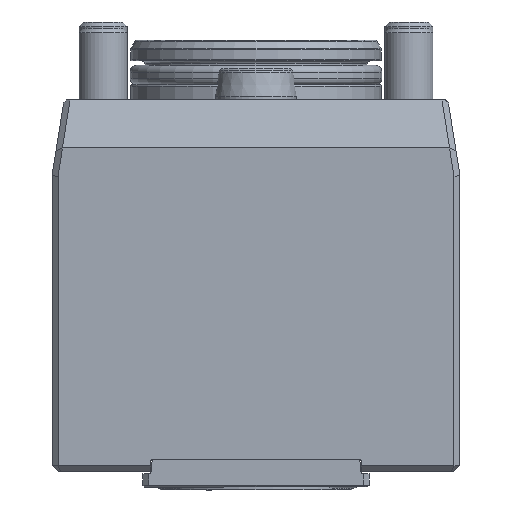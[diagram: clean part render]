
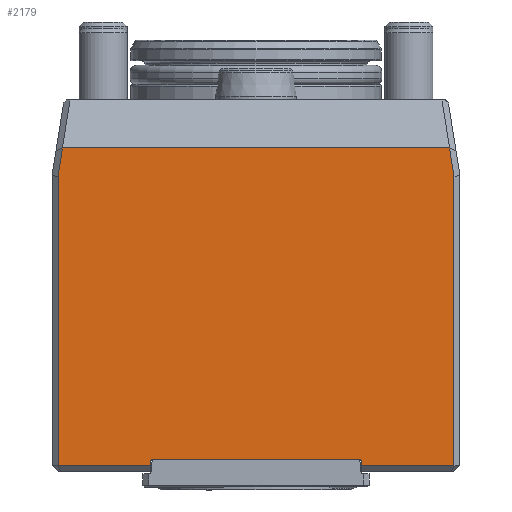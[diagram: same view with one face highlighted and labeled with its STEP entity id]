
A CAD part, left-side view. The second image highlights one B-rep face of the part: STEP entity #2179.
In plain terms, the highlighted planar face has unit normal (-1, 0, 0).
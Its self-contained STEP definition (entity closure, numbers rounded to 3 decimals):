
#124=LINE('',#3417,#320);
#130=LINE('',#3428,#326);
#134=LINE('',#3436,#330);
#135=LINE('',#3438,#331);
#139=LINE('',#3446,#335);
#142=LINE('',#3452,#338);
#144=LINE('',#3456,#340);
#145=LINE('',#3458,#341);
#171=LINE('',#3516,#367);
#182=LINE('',#3542,#378);
#320=VECTOR('',#2594,1000.);
#326=VECTOR('',#2602,1000.);
#330=VECTOR('',#2608,1000.);
#331=VECTOR('',#2611,1000.);
#335=VECTOR('',#2617,1000.);
#338=VECTOR('',#2622,1000.);
#340=VECTOR('',#2626,1000.);
#341=VECTOR('',#2629,1000.);
#367=VECTOR('',#2691,1000.);
#378=VECTOR('',#2720,1000.);
#925=ORIENTED_EDGE('',*,*,#1141,.T.);
#926=ORIENTED_EDGE('',*,*,#1140,.T.);
#927=ORIENTED_EDGE('',*,*,#1138,.F.);
#928=ORIENTED_EDGE('',*,*,#1144,.T.);
#929=ORIENTED_EDGE('',*,*,#1184,.F.);
#930=ORIENTED_EDGE('',*,*,#1147,.T.);
#931=ORIENTED_EDGE('',*,*,#1135,.F.);
#932=ORIENTED_EDGE('',*,*,#1131,.T.);
#933=ORIENTED_EDGE('',*,*,#1171,.T.);
#934=ORIENTED_EDGE('',*,*,#1130,.T.);
#935=ORIENTED_EDGE('',*,*,#1126,.F.);
#936=ORIENTED_EDGE('',*,*,#1120,.T.);
#1120=EDGE_CURVE('',#1383,#1384,#124,.T.);
#1126=EDGE_CURVE('',#1383,#1387,#130,.T.);
#1130=EDGE_CURVE('',#1388,#1387,#134,.T.);
#1131=EDGE_CURVE('',#1390,#1363,#135,.T.);
#1135=EDGE_CURVE('',#1390,#1392,#139,.T.);
#1138=EDGE_CURVE('',#1394,#1395,#142,.T.);
#1140=EDGE_CURVE('',#1352,#1395,#144,.T.);
#1141=EDGE_CURVE('',#1384,#1352,#145,.T.);
#1144=EDGE_CURVE('',#1394,#1397,#1521,.T.);
#1147=EDGE_CURVE('',#1399,#1392,#1523,.T.);
#1171=EDGE_CURVE('',#1363,#1388,#171,.T.);
#1184=EDGE_CURVE('',#1399,#1397,#182,.T.);
#1352=VERTEX_POINT('',#3330);
#1363=VERTEX_POINT('',#3362);
#1383=VERTEX_POINT('',#3418);
#1384=VERTEX_POINT('',#3419);
#1387=VERTEX_POINT('',#3429);
#1388=VERTEX_POINT('',#3433);
#1390=VERTEX_POINT('',#3439);
#1392=VERTEX_POINT('',#3444);
#1394=VERTEX_POINT('',#3451);
#1395=VERTEX_POINT('',#3453);
#1397=VERTEX_POINT('',#3463);
#1399=VERTEX_POINT('',#3468);
#1521=CIRCLE('',#2279,0.15);
#1523=CIRCLE('',#2282,0.15);
#1697=EDGE_LOOP('',(#925,#926,#927,#928,#929,#930,#931,#932,#933,#934,#935,
#936));
#1899=FACE_BOUND('',#1697,.T.);
#2071=PLANE('',#2363);
#2179=ADVANCED_FACE('',(#1899),#2071,.F.);
#2279=AXIS2_PLACEMENT_3D('',#3464,#2635,#2636);
#2282=AXIS2_PLACEMENT_3D('',#3470,#2642,#2643);
#2363=AXIS2_PLACEMENT_3D('',#3727,#2901,#2902);
#2594=DIRECTION('',(0.,0.156,-0.988));
#2602=DIRECTION('',(0.,-1.,0.));
#2608=DIRECTION('',(0.,0.156,0.988));
#2611=DIRECTION('',(0.,-1.,0.));
#2617=DIRECTION('',(0.,0.,1.));
#2622=DIRECTION('',(0.,0.,-1.));
#2626=DIRECTION('',(0.,-1.,0.));
#2629=DIRECTION('',(0.,0.,-1.));
#2635=DIRECTION('',(1.,0.,0.));
#2636=DIRECTION('',(0.,0.,1.));
#2642=DIRECTION('',(1.,0.,0.));
#2643=DIRECTION('',(0.,0.,1.));
#2691=DIRECTION('',(0.,0.,1.));
#2720=DIRECTION('',(0.,1.,0.));
#2901=DIRECTION('',(1.,0.,0.));
#2902=DIRECTION('',(0.,0.,1.));
#3330=CARTESIAN_POINT('',(-73.,33.,-61.));
#3362=CARTESIAN_POINT('',(-73.,-33.,-61.));
#3417=CARTESIAN_POINT('',(-73.,33.012,-12.784));
#3418=CARTESIAN_POINT('',(-73.,32.255,-8.));
#3419=CARTESIAN_POINT('',(-73.,33.,-12.706));
#3428=CARTESIAN_POINT('',(-73.,153.613,-8.));
#3429=CARTESIAN_POINT('',(-73.,-32.255,-8.));
#3433=CARTESIAN_POINT('',(-73.,-33.,-12.706));
#3436=CARTESIAN_POINT('',(-73.,-32.279,-8.156));
#3438=CARTESIAN_POINT('',(-73.,34.,-61.));
#3439=CARTESIAN_POINT('',(-73.,-17.514,-61.));
#3444=CARTESIAN_POINT('',(-73.,-17.514,-60.15));
#3446=CARTESIAN_POINT('',(-73.,-17.514,-62.));
#3451=CARTESIAN_POINT('',(-73.,17.514,-60.15));
#3452=CARTESIAN_POINT('',(-73.,17.514,-62.));
#3453=CARTESIAN_POINT('',(-73.,17.514,-61.));
#3456=CARTESIAN_POINT('',(-73.,34.,-61.));
#3458=CARTESIAN_POINT('',(-73.,33.,-62.));
#3463=CARTESIAN_POINT('',(-73.,17.364,-60.));
#3464=CARTESIAN_POINT('',(-73.,17.364,-60.15));
#3468=CARTESIAN_POINT('',(-73.,-17.364,-60.));
#3470=CARTESIAN_POINT('',(-73.,-17.364,-60.15));
#3516=CARTESIAN_POINT('',(-73.,-33.,-62.));
#3542=CARTESIAN_POINT('',(-73.,34.,-60.));
#3727=CARTESIAN_POINT('',(-73.,34.,-62.));
